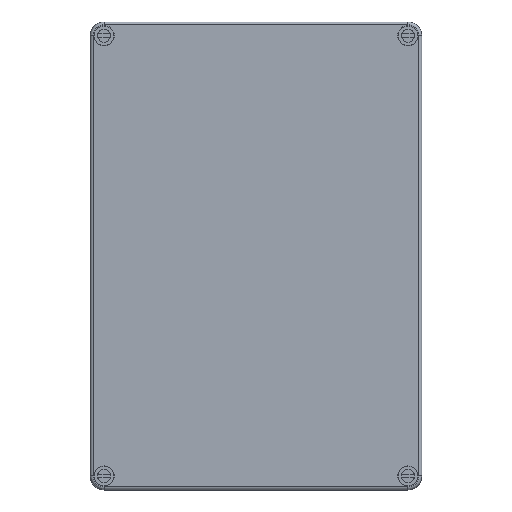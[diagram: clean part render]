
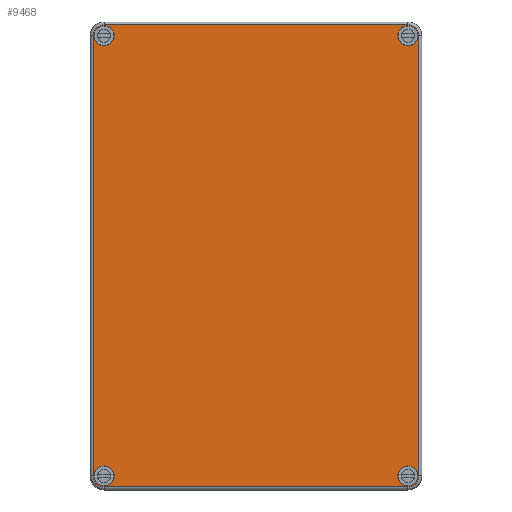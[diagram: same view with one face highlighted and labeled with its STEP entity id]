
A CAD part, top view. The second image highlights one B-rep face of the part: STEP entity #9468.
In plain terms, the highlighted planar face has unit normal (0, 0, 1).
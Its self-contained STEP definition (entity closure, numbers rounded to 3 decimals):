
#23 = AXIS2_PLACEMENT_3D ( 'NONE', #5299, #18997, #7265 ) ;
#72 = CIRCLE ( 'NONE', #13478, 5.942 ) ;
#91 = CARTESIAN_POINT ( 'NONE',  ( -82.5, 125.442, 18. ) ) ;
#271 = EDGE_CURVE ( 'NONE', #10122, #5543, #24226, .T. ) ;
#288 = EDGE_CURVE ( 'NONE', #9886, #16346, #9194, .T. ) ;
#349 = DIRECTION ( 'NONE',  ( 0., 0., -1. ) ) ;
#360 = AXIS2_PLACEMENT_3D ( 'NONE', #4923, #18632, #6901 ) ;
#378 = CARTESIAN_POINT ( 'NONE',  ( 77., -119.5, 18. ) ) ;
#796 = EDGE_CURVE ( 'NONE', #5595, #6207, #19592, .T. ) ;
#886 = EDGE_CURVE ( 'NONE', #16346, #4398, #12559, .T. ) ;
#1208 = CARTESIAN_POINT ( 'NONE',  ( 82.5, 119.5, 18. ) ) ;
#1494 = EDGE_LOOP ( 'NONE', ( #2587, #24650 ) ) ;
#1669 = ORIENTED_EDGE ( 'NONE', *, *, #22557, .F. ) ;
#1710 = CARTESIAN_POINT ( 'NONE',  ( -88.442, 119.5, 18. ) ) ;
#2277 = EDGE_CURVE ( 'NONE', #15410, #20933, #23158, .T. ) ;
#2300 = ORIENTED_EDGE ( 'NONE', *, *, #3488, .F. ) ;
#2577 = EDGE_CURVE ( 'NONE', #10185, #20933, #21345, .T. ) ;
#2587 = ORIENTED_EDGE ( 'NONE', *, *, #24149, .F. ) ;
#3112 = CARTESIAN_POINT ( 'NONE',  ( -82.5, 119.5, 18. ) ) ;
#3169 = DIRECTION ( 'NONE',  ( 1., 0., 0. ) ) ;
#3469 = CARTESIAN_POINT ( 'NONE',  ( 100., -125.442, 18. ) ) ;
#3488 = EDGE_CURVE ( 'NONE', #24578, #3744, #6895, .T. ) ;
#3744 = VERTEX_POINT ( 'NONE', #14061 ) ;
#4398 = VERTEX_POINT ( 'NONE', #10406 ) ;
#4407 = DIRECTION ( 'NONE',  ( 0., 0., 1. ) ) ;
#4427 = EDGE_LOOP ( 'NONE', ( #14510, #23410 ) ) ;
#4549 = FACE_BOUND ( 'NONE', #23250, .T. ) ;
#4788 = CARTESIAN_POINT ( 'NONE',  ( 82.5, -119.5, 18. ) ) ;
#4829 = DIRECTION ( 'NONE',  ( 1., 0., 0. ) ) ;
#4923 = CARTESIAN_POINT ( 'NONE',  ( -82.5, -119.5, 18. ) ) ;
#4965 = CARTESIAN_POINT ( 'NONE',  ( 88.442, 119.5, 18. ) ) ;
#5090 = DIRECTION ( 'NONE',  ( 1., 0., 0. ) ) ;
#5156 = FACE_BOUND ( 'NONE', #4427, .T. ) ;
#5206 = EDGE_CURVE ( 'NONE', #14186, #10185, #24945, .T. ) ;
#5299 = CARTESIAN_POINT ( 'NONE',  ( 82.5, 119.5, 18. ) ) ;
#5338 = AXIS2_PLACEMENT_3D ( 'NONE', #22484, #10725, #24441 ) ;
#5543 = VERTEX_POINT ( 'NONE', #19991 ) ;
#5595 = VERTEX_POINT ( 'NONE', #22148 ) ;
#5664 = ORIENTED_EDGE ( 'NONE', *, *, #2277, .F. ) ;
#6190 = CARTESIAN_POINT ( 'NONE',  ( 82.5, 119.5, 18. ) ) ;
#6207 = VERTEX_POINT ( 'NONE', #8560 ) ;
#6332 = VECTOR ( 'NONE', #13076, 1000. ) ;
#6355 = CIRCLE ( 'NONE', #9508, 5.5 ) ;
#6471 = VERTEX_POINT ( 'NONE', #378 ) ;
#6490 = EDGE_CURVE ( 'NONE', #10799, #4398, #72, .T. ) ;
#6742 = DIRECTION ( 'NONE',  ( 1., 0., 0. ) ) ;
#6895 = CIRCLE ( 'NONE', #23438, 5.5 ) ;
#6901 = DIRECTION ( 'NONE',  ( 1., 0., 0. ) ) ;
#7081 = VERTEX_POINT ( 'NONE', #10168 ) ;
#7265 = DIRECTION ( 'NONE',  ( -1., 0., 0. ) ) ;
#7350 = VECTOR ( 'NONE', #9010, 1000. ) ;
#7435 = AXIS2_PLACEMENT_3D ( 'NONE', #12080, #349, #14053 ) ;
#7830 = VECTOR ( 'NONE', #23161, 1000. ) ;
#8151 = DIRECTION ( 'NONE',  ( 1., 0., 0. ) ) ;
#8560 = CARTESIAN_POINT ( 'NONE',  ( -77., -119.5, 18. ) ) ;
#8658 = CIRCLE ( 'NONE', #5338, 5.5 ) ;
#9010 = DIRECTION ( 'NONE',  ( 0., -1., 0. ) ) ;
#9062 = LINE ( 'NONE', #16133, #24110 ) ;
#9118 = DIRECTION ( 'NONE',  ( 0., 0., 1. ) ) ;
#9194 = CIRCLE ( 'NONE', #23, 5.942 ) ;
#9468 = ADVANCED_FACE ( 'NONE', ( #20165, #5156, #14960, #9723, #4549 ), #24346, .T. ) ;
#9508 = AXIS2_PLACEMENT_3D ( 'NONE', #10842, #24547, #12812 ) ;
#9700 = CARTESIAN_POINT ( 'NONE',  ( -82.5, -125.442, 18. ) ) ;
#9723 = FACE_BOUND ( 'NONE', #1494, .T. ) ;
#9886 = VERTEX_POINT ( 'NONE', #14485 ) ;
#10122 = VERTEX_POINT ( 'NONE', #15243 ) ;
#10168 = CARTESIAN_POINT ( 'NONE',  ( 88., -119.5, 18. ) ) ;
#10185 = VERTEX_POINT ( 'NONE', #1710 ) ;
#10264 = ORIENTED_EDGE ( 'NONE', *, *, #886, .F. ) ;
#10406 = CARTESIAN_POINT ( 'NONE',  ( 88.442, -119.5, 18. ) ) ;
#10458 = EDGE_CURVE ( 'NONE', #9886, #14186, #9062, .T. ) ;
#10725 = DIRECTION ( 'NONE',  ( 0., 0., 1. ) ) ;
#10799 = VERTEX_POINT ( 'NONE', #17208 ) ;
#10842 = CARTESIAN_POINT ( 'NONE',  ( -82.5, -119.5, 18. ) ) ;
#11015 = CARTESIAN_POINT ( 'NONE',  ( -82.5, 119.5, 18. ) ) ;
#11342 = CARTESIAN_POINT ( 'NONE',  ( -88.442, -119.5, 18. ) ) ;
#11481 = EDGE_LOOP ( 'NONE', ( #21889, #21594 ) ) ;
#12080 = CARTESIAN_POINT ( 'NONE',  ( -82.5, -119.5, 18. ) ) ;
#12224 = EDGE_CURVE ( 'NONE', #3744, #24578, #25072, .T. ) ;
#12559 = LINE ( 'NONE', #12965, #7350 ) ;
#12812 = DIRECTION ( 'NONE',  ( 1., 0., 0. ) ) ;
#12965 = CARTESIAN_POINT ( 'NONE',  ( 88.442, 150., 18. ) ) ;
#12990 = DIRECTION ( 'NONE',  ( 1., 0., 0. ) ) ;
#13076 = DIRECTION ( 'NONE',  ( 0., -1., 0. ) ) ;
#13187 = AXIS2_PLACEMENT_3D ( 'NONE', #3112, #16813, #5090 ) ;
#13478 = AXIS2_PLACEMENT_3D ( 'NONE', #16128, #4407, #18087 ) ;
#13946 = ORIENTED_EDGE ( 'NONE', *, *, #12224, .F. ) ;
#14053 = DIRECTION ( 'NONE',  ( -1., 0., 0. ) ) ;
#14061 = CARTESIAN_POINT ( 'NONE',  ( 77., 119.5, 18. ) ) ;
#14186 = VERTEX_POINT ( 'NONE', #91 ) ;
#14485 = CARTESIAN_POINT ( 'NONE',  ( 82.5, 125.442, 18. ) ) ;
#14510 = ORIENTED_EDGE ( 'NONE', *, *, #20786, .F. ) ;
#14911 = DIRECTION ( 'NONE',  ( 0., 0., 1. ) ) ;
#14960 = FACE_BOUND ( 'NONE', #11481, .T. ) ;
#15104 = AXIS2_PLACEMENT_3D ( 'NONE', #11015, #24732, #12990 ) ;
#15243 = CARTESIAN_POINT ( 'NONE',  ( -88., 119.5, 18. ) ) ;
#15410 = VERTEX_POINT ( 'NONE', #9700 ) ;
#15782 = ORIENTED_EDGE ( 'NONE', *, *, #6490, .T. ) ;
#15843 = AXIS2_PLACEMENT_3D ( 'NONE', #20407, #16555, #4829 ) ;
#16128 = CARTESIAN_POINT ( 'NONE',  ( 82.5, -119.5, 18. ) ) ;
#16133 = CARTESIAN_POINT ( 'NONE',  ( 100., 125.442, 18. ) ) ;
#16346 = VERTEX_POINT ( 'NONE', #4965 ) ;
#16471 = CARTESIAN_POINT ( 'NONE',  ( 88., 119.5, 18. ) ) ;
#16555 = DIRECTION ( 'NONE',  ( 0., 0., 1. ) ) ;
#16636 = ORIENTED_EDGE ( 'NONE', *, *, #2577, .T. ) ;
#16710 = ORIENTED_EDGE ( 'NONE', *, *, #288, .F. ) ;
#16813 = DIRECTION ( 'NONE',  ( 0., 0., 1. ) ) ;
#17208 = CARTESIAN_POINT ( 'NONE',  ( 82.5, -125.442, 18. ) ) ;
#18087 = DIRECTION ( 'NONE',  ( 1., 0., 0. ) ) ;
#18478 = DIRECTION ( 'NONE',  ( 0., 0., 1. ) ) ;
#18632 = DIRECTION ( 'NONE',  ( 0., 0., 1. ) ) ;
#18997 = DIRECTION ( 'NONE',  ( 0., 0., -1. ) ) ;
#19592 = CIRCLE ( 'NONE', #360, 5.5 ) ;
#19875 = DIRECTION ( 'NONE',  ( 0., 0., 1. ) ) ;
#19991 = CARTESIAN_POINT ( 'NONE',  ( -77., 119.5, 18. ) ) ;
#20165 = FACE_OUTER_BOUND ( 'NONE', #21495, .T. ) ;
#20297 = ORIENTED_EDGE ( 'NONE', *, *, #10458, .T. ) ;
#20407 = CARTESIAN_POINT ( 'NONE',  ( 0., 0., 18. ) ) ;
#20786 = EDGE_CURVE ( 'NONE', #6207, #5595, #6355, .T. ) ;
#20870 = CARTESIAN_POINT ( 'NONE',  ( -82.5, 119.5, 18. ) ) ;
#20933 = VERTEX_POINT ( 'NONE', #11342 ) ;
#21227 = AXIS2_PLACEMENT_3D ( 'NONE', #4788, #18478, #6742 ) ;
#21345 = LINE ( 'NONE', #24803, #6332 ) ;
#21495 = EDGE_LOOP ( 'NONE', ( #5664, #1669, #15782, #10264, #16710, #20297, #22151, #16636 ) ) ;
#21594 = ORIENTED_EDGE ( 'NONE', *, *, #23439, .F. ) ;
#21889 = ORIENTED_EDGE ( 'NONE', *, *, #24060, .F. ) ;
#21965 = DIRECTION ( 'NONE',  ( -1., 0., 0. ) ) ;
#22148 = CARTESIAN_POINT ( 'NONE',  ( -88., -119.5, 18. ) ) ;
#22151 = ORIENTED_EDGE ( 'NONE', *, *, #5206, .T. ) ;
#22460 = CIRCLE ( 'NONE', #13187, 5.5 ) ;
#22484 = CARTESIAN_POINT ( 'NONE',  ( 82.5, -119.5, 18. ) ) ;
#22557 = EDGE_CURVE ( 'NONE', #10799, #15410, #23475, .T. ) ;
#22822 = AXIS2_PLACEMENT_3D ( 'NONE', #20870, #9118, #22849 ) ;
#22849 = DIRECTION ( 'NONE',  ( 1., 0., 0. ) ) ;
#23108 = AXIS2_PLACEMENT_3D ( 'NONE', #1208, #14911, #3169 ) ;
#23158 = CIRCLE ( 'NONE', #7435, 5.942 ) ;
#23161 = DIRECTION ( 'NONE',  ( -1., 0., 0. ) ) ;
#23250 = EDGE_LOOP ( 'NONE', ( #2300, #13946 ) ) ;
#23410 = ORIENTED_EDGE ( 'NONE', *, *, #796, .F. ) ;
#23438 = AXIS2_PLACEMENT_3D ( 'NONE', #6190, #19875, #8151 ) ;
#23439 = EDGE_CURVE ( 'NONE', #6471, #7081, #24037, .T. ) ;
#23475 = LINE ( 'NONE', #3469, #7830 ) ;
#24037 = CIRCLE ( 'NONE', #21227, 5.5 ) ;
#24060 = EDGE_CURVE ( 'NONE', #7081, #6471, #8658, .T. ) ;
#24110 = VECTOR ( 'NONE', #21965, 1000. ) ;
#24149 = EDGE_CURVE ( 'NONE', #5543, #10122, #22460, .T. ) ;
#24226 = CIRCLE ( 'NONE', #22822, 5.5 ) ;
#24346 = PLANE ( 'NONE',  #15843 ) ;
#24441 = DIRECTION ( 'NONE',  ( 1., 0., 0. ) ) ;
#24547 = DIRECTION ( 'NONE',  ( 0., 0., 1. ) ) ;
#24578 = VERTEX_POINT ( 'NONE', #16471 ) ;
#24650 = ORIENTED_EDGE ( 'NONE', *, *, #271, .F. ) ;
#24732 = DIRECTION ( 'NONE',  ( 0., 0., 1. ) ) ;
#24803 = CARTESIAN_POINT ( 'NONE',  ( -88.442, 150., 18. ) ) ;
#24945 = CIRCLE ( 'NONE', #15104, 5.942 ) ;
#25072 = CIRCLE ( 'NONE', #23108, 5.5 ) ;
